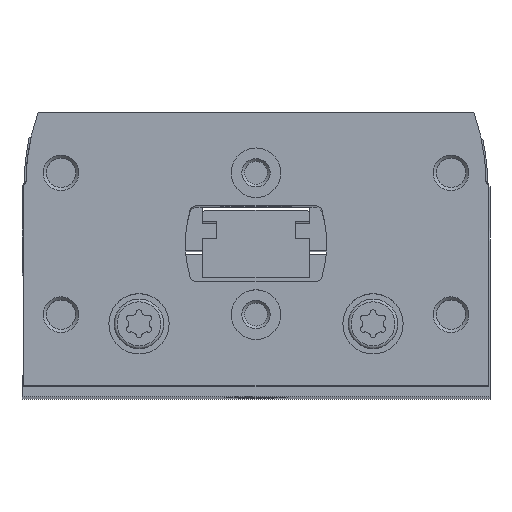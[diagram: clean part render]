
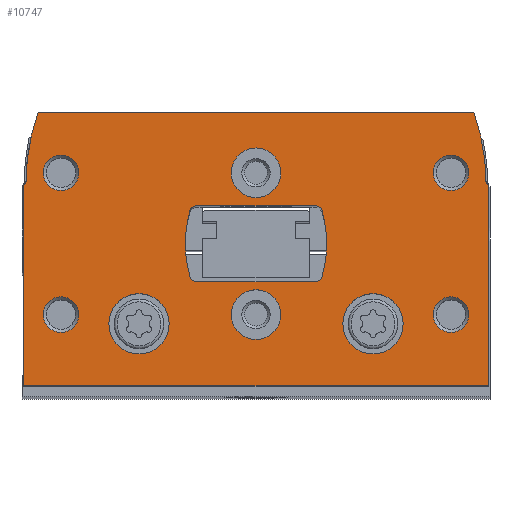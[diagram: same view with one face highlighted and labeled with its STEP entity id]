
A CAD part, top view. The second image highlights one B-rep face of the part: STEP entity #10747.
In plain terms, the highlighted planar face has unit normal (0, 0, 1).
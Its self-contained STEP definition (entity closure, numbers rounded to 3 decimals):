
#459=LINE('',#16803,#1025);
#464=LINE('',#16813,#1030);
#482=LINE('',#16859,#1048);
#488=LINE('',#16871,#1054);
#502=LINE('',#16948,#1068);
#504=LINE('',#16951,#1070);
#505=LINE('',#16989,#1071);
#506=LINE('',#17009,#1072);
#1025=VECTOR('',#13778,1000.);
#1030=VECTOR('',#13785,1000.);
#1048=VECTOR('',#13821,1000.);
#1054=VECTOR('',#13831,1000.);
#1068=VECTOR('',#13891,1000.);
#1070=VECTOR('',#13895,1000.);
#1071=VECTOR('',#13934,1000.);
#1072=VECTOR('',#13955,1000.);
#1377=PLANE('',#11701);
#2777=ORIENTED_EDGE('',*,*,#4686,.F.);
#2778=ORIENTED_EDGE('',*,*,#4687,.F.);
#2779=ORIENTED_EDGE('',*,*,#4688,.T.);
#2780=ORIENTED_EDGE('',*,*,#4689,.T.);
#2781=ORIENTED_EDGE('',*,*,#4690,.T.);
#2782=ORIENTED_EDGE('',*,*,#4691,.T.);
#2783=ORIENTED_EDGE('',*,*,#4692,.T.);
#2784=ORIENTED_EDGE('',*,*,#4693,.T.);
#2785=ORIENTED_EDGE('',*,*,#4643,.F.);
#2786=ORIENTED_EDGE('',*,*,#4664,.F.);
#2787=ORIENTED_EDGE('',*,*,#4655,.F.);
#2788=ORIENTED_EDGE('',*,*,#4652,.F.);
#2789=ORIENTED_EDGE('',*,*,#4694,.F.);
#2790=ORIENTED_EDGE('',*,*,#4695,.F.);
#2791=ORIENTED_EDGE('',*,*,#4696,.F.);
#2792=ORIENTED_EDGE('',*,*,#4646,.F.);
#2793=ORIENTED_EDGE('',*,*,#4630,.T.);
#2794=ORIENTED_EDGE('',*,*,#4624,.T.);
#2795=ORIENTED_EDGE('',*,*,#4666,.T.);
#2796=ORIENTED_EDGE('',*,*,#4595,.T.);
#2797=ORIENTED_EDGE('',*,*,#4600,.T.);
#2798=ORIENTED_EDGE('',*,*,#4604,.T.);
#2799=ORIENTED_EDGE('',*,*,#4685,.T.);
#2800=ORIENTED_EDGE('',*,*,#4636,.T.);
#4595=EDGE_CURVE('',#5675,#5674,#459,.T.);
#4600=EDGE_CURVE('',#5674,#5678,#464,.T.);
#4604=EDGE_CURVE('',#5678,#5680,#6393,.T.);
#4624=EDGE_CURVE('',#5695,#5697,#482,.T.);
#4630=EDGE_CURVE('',#5701,#5695,#488,.T.);
#4636=EDGE_CURVE('',#5706,#5701,#6399,.T.);
#4643=EDGE_CURVE('',#5710,#5711,#6402,.T.);
#4646=EDGE_CURVE('',#5711,#5712,#6403,.T.);
#4652=EDGE_CURVE('',#5716,#5717,#6406,.T.);
#4655=EDGE_CURVE('',#5717,#5719,#6407,.T.);
#4664=EDGE_CURVE('',#5719,#5710,#502,.T.);
#4666=EDGE_CURVE('',#5697,#5675,#504,.T.);
#4685=EDGE_CURVE('',#5680,#5706,#505,.T.);
#4686=EDGE_CURVE('',#5744,#5744,#6432,.T.);
#4687=EDGE_CURVE('',#5745,#5745,#6433,.T.);
#4688=EDGE_CURVE('',#5746,#5746,#6434,.T.);
#4689=EDGE_CURVE('',#5747,#5747,#6435,.T.);
#4690=EDGE_CURVE('',#5748,#5748,#6436,.T.);
#4691=EDGE_CURVE('',#5749,#5749,#6437,.T.);
#4692=EDGE_CURVE('',#5750,#5750,#6438,.T.);
#4693=EDGE_CURVE('',#5751,#5751,#6439,.T.);
#4694=EDGE_CURVE('',#5752,#5716,#6440,.T.);
#4695=EDGE_CURVE('',#5753,#5752,#506,.T.);
#4696=EDGE_CURVE('',#5712,#5753,#6441,.T.);
#5674=VERTEX_POINT('',#16802);
#5675=VERTEX_POINT('',#16804);
#5678=VERTEX_POINT('',#16812);
#5680=VERTEX_POINT('',#16819);
#5695=VERTEX_POINT('',#16853);
#5697=VERTEX_POINT('',#16858);
#5701=VERTEX_POINT('',#16869);
#5706=VERTEX_POINT('',#16884);
#5710=VERTEX_POINT('',#16898);
#5711=VERTEX_POINT('',#16900);
#5712=VERTEX_POINT('',#16908);
#5716=VERTEX_POINT('',#16921);
#5717=VERTEX_POINT('',#16923);
#5719=VERTEX_POINT('',#16932);
#5744=VERTEX_POINT('',#16992);
#5745=VERTEX_POINT('',#16994);
#5746=VERTEX_POINT('',#16996);
#5747=VERTEX_POINT('',#16998);
#5748=VERTEX_POINT('',#17000);
#5749=VERTEX_POINT('',#17002);
#5750=VERTEX_POINT('',#17004);
#5751=VERTEX_POINT('',#17006);
#5752=VERTEX_POINT('',#17008);
#5753=VERTEX_POINT('',#17010);
#6393=CIRCLE('',#11649,30.);
#6399=CIRCLE('',#11661,30.);
#6402=CIRCLE('',#11665,1.);
#6403=CIRCLE('',#11667,16.);
#6406=CIRCLE('',#11671,16.);
#6407=CIRCLE('',#11673,1.);
#6432=CIRCLE('',#11702,4.25);
#6433=CIRCLE('',#11703,4.25);
#6434=CIRCLE('',#11704,3.5);
#6435=CIRCLE('',#11705,3.5);
#6436=CIRCLE('',#11706,2.5);
#6437=CIRCLE('',#11707,2.5);
#6438=CIRCLE('',#11708,2.5);
#6439=CIRCLE('',#11709,2.5);
#6440=CIRCLE('',#11710,1.);
#6441=CIRCLE('',#11711,1.);
#7147=EDGE_LOOP('',(#2777));
#7148=EDGE_LOOP('',(#2778));
#7149=EDGE_LOOP('',(#2779));
#7150=EDGE_LOOP('',(#2780));
#7151=EDGE_LOOP('',(#2781));
#7152=EDGE_LOOP('',(#2782));
#7153=EDGE_LOOP('',(#2783));
#7154=EDGE_LOOP('',(#2784));
#7155=EDGE_LOOP('',(#2785,#2786,#2787,#2788,#2789,#2790,#2791,#2792));
#7156=EDGE_LOOP('',(#2793,#2794,#2795,#2796,#2797,#2798,#2799,#2800));
#8023=FACE_BOUND('',#7147,.T.);
#8024=FACE_BOUND('',#7148,.T.);
#8025=FACE_BOUND('',#7149,.T.);
#8026=FACE_BOUND('',#7150,.T.);
#8027=FACE_BOUND('',#7151,.T.);
#8028=FACE_BOUND('',#7152,.T.);
#8029=FACE_BOUND('',#7153,.T.);
#8030=FACE_BOUND('',#7154,.T.);
#8031=FACE_BOUND('',#7155,.T.);
#8032=FACE_BOUND('',#7156,.T.);
#10747=ADVANCED_FACE('',(#8023,#8024,#8025,#8026,#8027,#8028,#8029,#8030,
#8031,#8032),#1377,.T.);
#11649=AXIS2_PLACEMENT_3D('',#16820,#13792,#13793);
#11661=AXIS2_PLACEMENT_3D('',#16883,#13842,#13843);
#11665=AXIS2_PLACEMENT_3D('',#16899,#13853,#13854);
#11667=AXIS2_PLACEMENT_3D('',#16907,#13858,#13859);
#11671=AXIS2_PLACEMENT_3D('',#16922,#13868,#13869);
#11673=AXIS2_PLACEMENT_3D('',#16931,#13873,#13874);
#11701=AXIS2_PLACEMENT_3D('',#16990,#13935,#13936);
#11702=AXIS2_PLACEMENT_3D('',#16991,#13937,#13938);
#11703=AXIS2_PLACEMENT_3D('',#16993,#13939,#13940);
#11704=AXIS2_PLACEMENT_3D('',#16995,#13941,#13942);
#11705=AXIS2_PLACEMENT_3D('',#16997,#13943,#13944);
#11706=AXIS2_PLACEMENT_3D('',#16999,#13945,#13946);
#11707=AXIS2_PLACEMENT_3D('',#17001,#13947,#13948);
#11708=AXIS2_PLACEMENT_3D('',#17003,#13949,#13950);
#11709=AXIS2_PLACEMENT_3D('',#17005,#13951,#13952);
#11710=AXIS2_PLACEMENT_3D('',#17007,#13953,#13954);
#11711=AXIS2_PLACEMENT_3D('',#17011,#13956,#13957);
#13778=DIRECTION('',(0.,1.,0.));
#13785=DIRECTION('',(-0.866,0.5,0.));
#13792=DIRECTION('',(0.,0.,1.));
#13793=DIRECTION('',(1.,0.,0.));
#13821=DIRECTION('',(0.,-1.,0.));
#13831=DIRECTION('',(-0.866,-0.5,0.));
#13842=DIRECTION('',(0.,0.,1.));
#13843=DIRECTION('',(1.,0.,0.));
#13853=DIRECTION('',(0.,0.,1.));
#13854=DIRECTION('',(1.,0.,0.));
#13858=DIRECTION('',(0.,0.,1.));
#13859=DIRECTION('',(1.,0.,0.));
#13868=DIRECTION('',(0.,0.,1.));
#13869=DIRECTION('',(1.,0.,0.));
#13873=DIRECTION('',(0.,0.,1.));
#13874=DIRECTION('',(1.,0.,0.));
#13891=DIRECTION('',(-1.,0.,0.));
#13895=DIRECTION('',(1.,0.,0.));
#13934=DIRECTION('',(-1.,0.,0.));
#13935=DIRECTION('',(0.,0.,1.));
#13936=DIRECTION('',(1.,0.,0.));
#13937=DIRECTION('',(0.,0.,1.));
#13938=DIRECTION('',(1.,0.,0.));
#13939=DIRECTION('',(0.,0.,1.));
#13940=DIRECTION('',(1.,0.,0.));
#13941=DIRECTION('',(0.,0.,-1.));
#13942=DIRECTION('',(-1.,0.,0.));
#13943=DIRECTION('',(0.,0.,-1.));
#13944=DIRECTION('',(-1.,0.,0.));
#13945=DIRECTION('',(0.,0.,-1.));
#13946=DIRECTION('',(-1.,0.,0.));
#13947=DIRECTION('',(0.,0.,-1.));
#13948=DIRECTION('',(-1.,0.,0.));
#13949=DIRECTION('',(0.,0.,-1.));
#13950=DIRECTION('',(-1.,0.,0.));
#13951=DIRECTION('',(0.,0.,-1.));
#13952=DIRECTION('',(-1.,0.,0.));
#13953=DIRECTION('',(0.,0.,1.));
#13954=DIRECTION('',(1.,0.,0.));
#13955=DIRECTION('',(1.,0.,0.));
#13956=DIRECTION('',(0.,0.,1.));
#13957=DIRECTION('',(1.,0.,0.));
#16802=CARTESIAN_POINT('',(32.75,28.327,0.));
#16803=CARTESIAN_POINT('',(32.75,0.,0.));
#16804=CARTESIAN_POINT('',(32.75,0.,0.));
#16812=CARTESIAN_POINT('',(32.45,28.5,0.));
#16813=CARTESIAN_POINT('',(32.75,28.327,0.));
#16819=CARTESIAN_POINT('',(30.734,38.5,0.));
#16820=CARTESIAN_POINT('',(2.45,28.5,0.));
#16853=CARTESIAN_POINT('',(-32.75,28.327,0.));
#16858=CARTESIAN_POINT('',(-32.75,0.,0.));
#16859=CARTESIAN_POINT('',(-32.75,28.327,0.));
#16869=CARTESIAN_POINT('',(-32.45,28.5,0.));
#16871=CARTESIAN_POINT('',(-32.45,28.5,0.));
#16883=CARTESIAN_POINT('',(-2.45,28.5,0.));
#16884=CARTESIAN_POINT('',(-30.734,38.5,0.));
#16898=CARTESIAN_POINT('',(-8.355,25.4,0.));
#16899=CARTESIAN_POINT('',(-8.355,24.4,0.));
#16900=CARTESIAN_POINT('',(-9.312,24.69,0.));
#16907=CARTESIAN_POINT('',(6.,20.05,0.));
#16908=CARTESIAN_POINT('',(-9.312,15.41,0.));
#16921=CARTESIAN_POINT('',(9.312,15.41,0.));
#16922=CARTESIAN_POINT('',(-6.,20.05,0.));
#16923=CARTESIAN_POINT('',(9.312,24.69,0.));
#16931=CARTESIAN_POINT('',(8.355,24.4,0.));
#16932=CARTESIAN_POINT('',(8.355,25.4,0.));
#16948=CARTESIAN_POINT('',(8.355,25.4,0.));
#16951=CARTESIAN_POINT('',(-32.75,0.,0.));
#16989=CARTESIAN_POINT('',(30.734,38.5,0.));
#16990=CARTESIAN_POINT('',(2.45,28.5,0.));
#16991=CARTESIAN_POINT('',(-16.5,8.75,0.));
#16992=CARTESIAN_POINT('',(-12.25,8.75,0.));
#16993=CARTESIAN_POINT('',(16.5,8.75,0.));
#16994=CARTESIAN_POINT('',(20.75,8.75,0.));
#16995=CARTESIAN_POINT('',(0.,10.05,0.));
#16996=CARTESIAN_POINT('',(-3.5,10.05,0.));
#16997=CARTESIAN_POINT('',(0.,30.05,0.));
#16998=CARTESIAN_POINT('',(-3.5,30.05,0.));
#16999=CARTESIAN_POINT('',(27.5,10.05,0.));
#17000=CARTESIAN_POINT('',(25.,10.05,0.));
#17001=CARTESIAN_POINT('',(-27.5,10.05,0.));
#17002=CARTESIAN_POINT('',(-30.,10.05,0.));
#17003=CARTESIAN_POINT('',(-27.5,30.05,0.));
#17004=CARTESIAN_POINT('',(-30.,30.05,0.));
#17005=CARTESIAN_POINT('',(27.5,30.05,0.));
#17006=CARTESIAN_POINT('',(25.,30.05,0.));
#17007=CARTESIAN_POINT('',(8.355,15.7,0.));
#17008=CARTESIAN_POINT('',(8.355,14.7,0.));
#17009=CARTESIAN_POINT('',(-8.355,14.7,0.));
#17010=CARTESIAN_POINT('',(-8.355,14.7,0.));
#17011=CARTESIAN_POINT('',(-8.355,15.7,0.));
